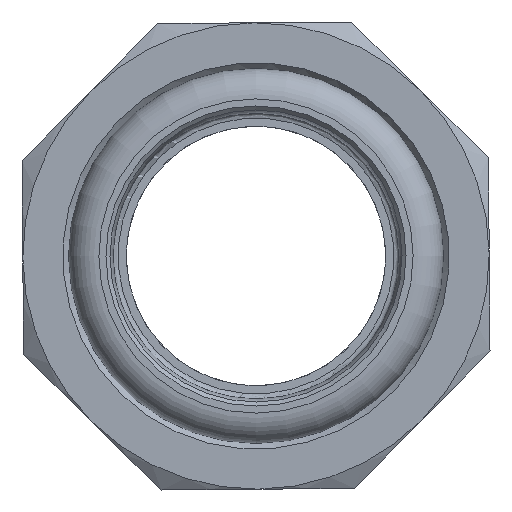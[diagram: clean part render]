
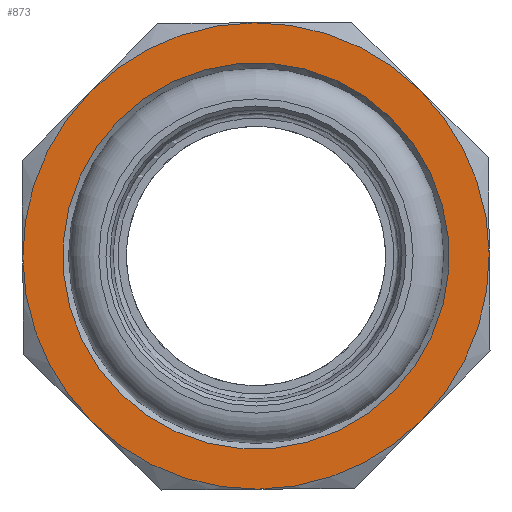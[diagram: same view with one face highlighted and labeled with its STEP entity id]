
A CAD part, left-side view. The second image highlights one B-rep face of the part: STEP entity #873.
In plain terms, the highlighted planar face has unit normal (-1, 0, 0).
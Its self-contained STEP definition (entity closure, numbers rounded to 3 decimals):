
#56=FACE_BOUND('',#225,.T.);
#73=PLANE('',#1011);
#159=FACE_OUTER_BOUND('',#224,.T.);
#224=EDGE_LOOP('',(#734,#735,#736,#737,#738,#739,#740,#741));
#225=EDGE_LOOP('',(#742));
#316=CIRCLE('',#967,23.);
#317=CIRCLE('',#969,23.);
#318=CIRCLE('',#971,23.);
#319=CIRCLE('',#973,23.);
#320=CIRCLE('',#975,23.);
#321=CIRCLE('',#977,23.);
#322=CIRCLE('',#979,23.);
#323=CIRCLE('',#981,23.);
#335=CIRCLE('',#1012,19.05);
#364=VERTEX_POINT('',#1373);
#373=VERTEX_POINT('',#1410);
#375=VERTEX_POINT('',#1415);
#377=VERTEX_POINT('',#1425);
#378=VERTEX_POINT('',#1431);
#381=VERTEX_POINT('',#1445);
#382=VERTEX_POINT('',#1451);
#384=VERTEX_POINT('',#1466);
#402=VERTEX_POINT('',#1576);
#462=EDGE_CURVE('',#373,#375,#316,.T.);
#465=EDGE_CURVE('',#375,#377,#317,.T.);
#467=EDGE_CURVE('',#377,#378,#318,.T.);
#471=EDGE_CURVE('',#378,#381,#319,.T.);
#473=EDGE_CURVE('',#381,#382,#320,.T.);
#476=EDGE_CURVE('',#382,#364,#321,.T.);
#478=EDGE_CURVE('',#364,#384,#322,.T.);
#480=EDGE_CURVE('',#384,#373,#323,.T.);
#516=EDGE_CURVE('',#402,#402,#335,.T.);
#734=ORIENTED_EDGE('',*,*,#462,.F.);
#735=ORIENTED_EDGE('',*,*,#480,.F.);
#736=ORIENTED_EDGE('',*,*,#478,.F.);
#737=ORIENTED_EDGE('',*,*,#476,.F.);
#738=ORIENTED_EDGE('',*,*,#473,.F.);
#739=ORIENTED_EDGE('',*,*,#471,.F.);
#740=ORIENTED_EDGE('',*,*,#467,.F.);
#741=ORIENTED_EDGE('',*,*,#465,.F.);
#742=ORIENTED_EDGE('',*,*,#516,.T.);
#873=ADVANCED_FACE('',(#159,#56),#73,.F.);
#967=AXIS2_PLACEMENT_3D('',#1416,#1167,#1168);
#969=AXIS2_PLACEMENT_3D('',#1426,#1171,#1172);
#971=AXIS2_PLACEMENT_3D('',#1432,#1175,#1176);
#973=AXIS2_PLACEMENT_3D('',#1446,#1179,#1180);
#975=AXIS2_PLACEMENT_3D('',#1452,#1183,#1184);
#977=AXIS2_PLACEMENT_3D('',#1461,#1187,#1188);
#979=AXIS2_PLACEMENT_3D('',#1467,#1191,#1192);
#981=AXIS2_PLACEMENT_3D('',#1472,#1195,#1196);
#1011=AXIS2_PLACEMENT_3D('',#1575,#1263,#1264);
#1012=AXIS2_PLACEMENT_3D('',#1577,#1265,#1266);
#1167=DIRECTION('center_axis',(1.,0.,0.));
#1168=DIRECTION('ref_axis',(0.,-0.98,0.199));
#1171=DIRECTION('center_axis',(1.,0.,0.));
#1172=DIRECTION('ref_axis',(0.,-0.98,0.199));
#1175=DIRECTION('center_axis',(1.,0.,0.));
#1176=DIRECTION('ref_axis',(0.,-0.98,0.199));
#1179=DIRECTION('center_axis',(1.,0.,0.));
#1180=DIRECTION('ref_axis',(0.,-0.98,0.199));
#1183=DIRECTION('center_axis',(1.,0.,0.));
#1184=DIRECTION('ref_axis',(0.,-0.98,0.199));
#1187=DIRECTION('center_axis',(1.,0.,0.));
#1188=DIRECTION('ref_axis',(0.,-0.98,0.199));
#1191=DIRECTION('center_axis',(1.,0.,0.));
#1192=DIRECTION('ref_axis',(0.,-0.98,0.199));
#1195=DIRECTION('center_axis',(1.,0.,0.));
#1196=DIRECTION('ref_axis',(0.,-0.98,0.199));
#1263=DIRECTION('center_axis',(1.,0.,0.));
#1264=DIRECTION('ref_axis',(0.,0.921,-0.39));
#1265=DIRECTION('center_axis',(1.,0.,0.));
#1266=DIRECTION('ref_axis',(0.,-0.98,0.199));
#1373=CARTESIAN_POINT('',(24.7,0.189,22.999));
#1410=CARTESIAN_POINT('',(24.7,-22.999,0.189));
#1415=CARTESIAN_POINT('',(24.7,-16.397,-16.129));
#1416=CARTESIAN_POINT('Origin',(24.7,0.,0.));
#1425=CARTESIAN_POINT('',(24.7,-0.189,-22.999));
#1426=CARTESIAN_POINT('Origin',(24.7,0.,0.));
#1431=CARTESIAN_POINT('',(24.7,16.129,-16.397));
#1432=CARTESIAN_POINT('Origin',(24.7,0.,0.));
#1445=CARTESIAN_POINT('',(24.7,22.999,-0.189));
#1446=CARTESIAN_POINT('Origin',(24.7,0.,0.));
#1451=CARTESIAN_POINT('',(24.7,16.397,16.129));
#1452=CARTESIAN_POINT('Origin',(24.7,0.,0.));
#1461=CARTESIAN_POINT('Origin',(24.7,0.,0.));
#1466=CARTESIAN_POINT('',(24.7,-16.129,16.397));
#1467=CARTESIAN_POINT('Origin',(24.7,0.,0.));
#1472=CARTESIAN_POINT('Origin',(24.7,0.,0.));
#1575=CARTESIAN_POINT('Origin',(24.7,16.619,-7.044));
#1576=CARTESIAN_POINT('',(24.7,18.992,1.484));
#1577=CARTESIAN_POINT('Origin',(24.7,0.,0.));
